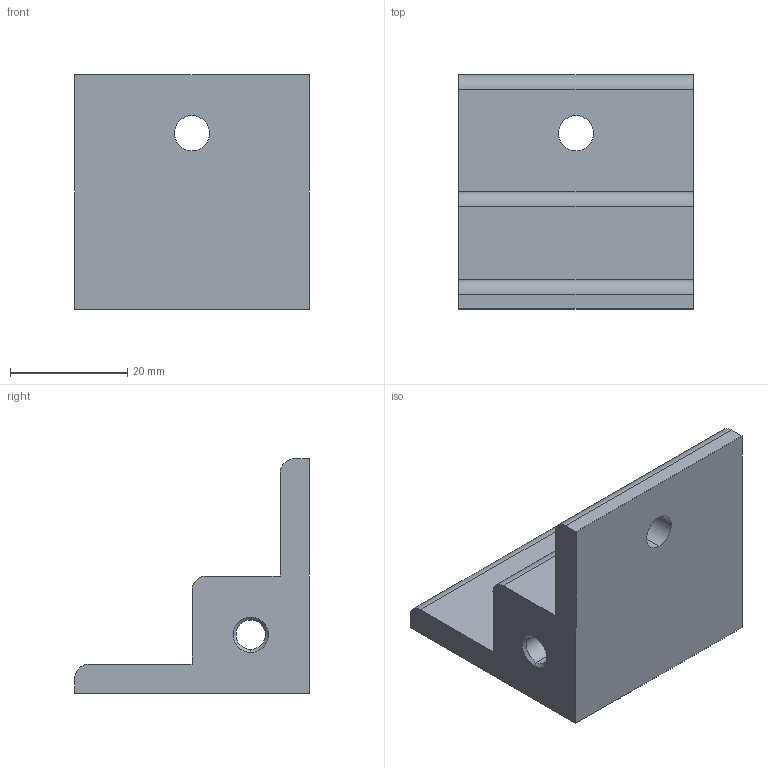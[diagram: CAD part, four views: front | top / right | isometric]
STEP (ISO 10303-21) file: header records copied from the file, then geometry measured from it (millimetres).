
FILE_DESCRIPTION (( 'STEP AP214' ), '1' );
FILE_NAME ('B748 Óãëîâîé àëþìèíèåâûé ñîåäèíèòåëü 40õ40, M6, ïàç 10.STEP', '2025-07-16T10:26:44', ( '' ), ( '' ), 'SwSTEP 2.0', 'SolidWorks 2025', '' );
FILE_SCHEMA (( 'AUTOMOTIVE_DESIGN' ));
Length unit declared in the file: millimetre
Products named in the file (1): B748 Угловой алюминиевый соединитель 40х40, M6, паз 10
Bounding box: 40 x 40 x 40 mm (x, y, z)
Volume: 22766.7 mm3; surface area: 8119.1 mm2
Topology: 1 solids, 1 shells, 23 faces, 59 edges, 38 vertices
Faces by surface type: plane 10, cylinder 9, cone 4
Entity records: 738 total; most frequent: DIRECTION 129, CARTESIAN_POINT 121, ORIENTED_EDGE 118, EDGE_CURVE 59, AXIS2_PLACEMENT_3D 46, VERTEX_POINT 38, LINE 37, VECTOR 37
